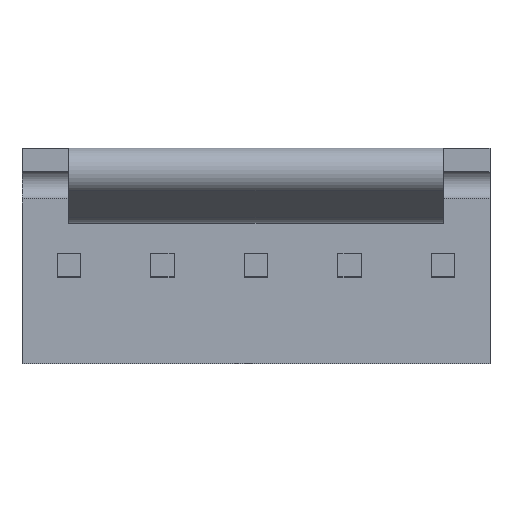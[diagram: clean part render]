
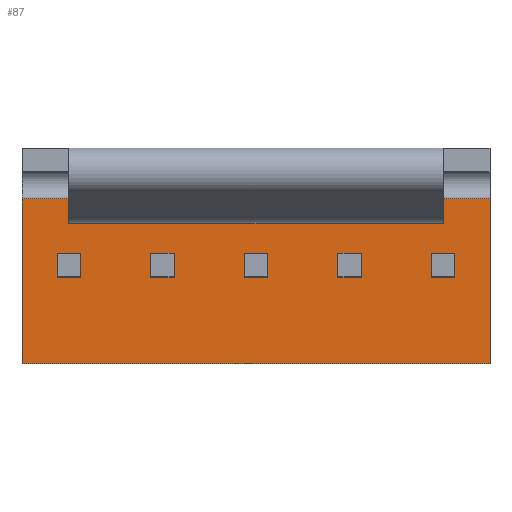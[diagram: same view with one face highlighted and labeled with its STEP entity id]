
A CAD part, top view. The second image highlights one B-rep face of the part: STEP entity #87.
In plain terms, the highlighted planar face has unit normal (0, 0, 1).
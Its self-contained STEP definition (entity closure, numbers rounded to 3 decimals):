
#87=ADVANCED_FACE('',(#178,#179,#180,#181,#182,#183),#184,.T.);
#178=FACE_OUTER_BOUND('',#334,.T.);
#179=FACE_BOUND('',#335,.T.);
#180=FACE_BOUND('',#336,.T.);
#181=FACE_BOUND('',#337,.T.);
#182=FACE_BOUND('',#338,.T.);
#183=FACE_BOUND('',#339,.T.);
#184=PLANE('',#340);
#334=EDGE_LOOP('',(#578,#579,#580,#581));
#335=EDGE_LOOP('',(#582,#583,#584,#585));
#336=EDGE_LOOP('',(#586,#587,#588,#589));
#337=EDGE_LOOP('',(#590,#591,#592,#593));
#338=EDGE_LOOP('',(#594,#595,#596,#597));
#339=EDGE_LOOP('',(#598,#599,#600,#601));
#340=AXIS2_PLACEMENT_3D('',#602,#603,#604);
#578=ORIENTED_EDGE('',*,*,#1109,.T.);
#579=ORIENTED_EDGE('',*,*,#1110,.F.);
#580=ORIENTED_EDGE('',*,*,#1111,.F.);
#581=ORIENTED_EDGE('',*,*,#1061,.T.);
#582=ORIENTED_EDGE('',*,*,#1112,.T.);
#583=ORIENTED_EDGE('',*,*,#1113,.F.);
#584=ORIENTED_EDGE('',*,*,#1114,.F.);
#585=ORIENTED_EDGE('',*,*,#1115,.T.);
#586=ORIENTED_EDGE('',*,*,#1116,.T.);
#587=ORIENTED_EDGE('',*,*,#1117,.F.);
#588=ORIENTED_EDGE('',*,*,#1118,.F.);
#589=ORIENTED_EDGE('',*,*,#1119,.T.);
#590=ORIENTED_EDGE('',*,*,#1120,.T.);
#591=ORIENTED_EDGE('',*,*,#1121,.F.);
#592=ORIENTED_EDGE('',*,*,#1122,.F.);
#593=ORIENTED_EDGE('',*,*,#1123,.T.);
#594=ORIENTED_EDGE('',*,*,#1124,.T.);
#595=ORIENTED_EDGE('',*,*,#1125,.F.);
#596=ORIENTED_EDGE('',*,*,#1126,.F.);
#597=ORIENTED_EDGE('',*,*,#1127,.T.);
#598=ORIENTED_EDGE('',*,*,#1128,.T.);
#599=ORIENTED_EDGE('',*,*,#1129,.F.);
#600=ORIENTED_EDGE('',*,*,#1130,.F.);
#601=ORIENTED_EDGE('',*,*,#1131,.T.);
#602=CARTESIAN_POINT('',(-6.35,1.359,0.0));
#603=DIRECTION('',(0.0,0.0,1.0));
#604=DIRECTION('',(1.0,0.0,0.0));
#1061=EDGE_CURVE('',#1260,#1258,#1261,.T.);
#1109=EDGE_CURVE('',#1258,#1344,#1346,.T.);
#1110=EDGE_CURVE('',#1347,#1344,#1348,.T.);
#1111=EDGE_CURVE('',#1260,#1347,#1349,.T.);
#1112=EDGE_CURVE('',#1350,#1351,#1352,.T.);
#1113=EDGE_CURVE('',#1353,#1351,#1354,.T.);
#1114=EDGE_CURVE('',#1355,#1353,#1356,.T.);
#1115=EDGE_CURVE('',#1355,#1350,#1357,.T.);
#1116=EDGE_CURVE('',#1358,#1359,#1360,.T.);
#1117=EDGE_CURVE('',#1361,#1359,#1362,.T.);
#1118=EDGE_CURVE('',#1363,#1361,#1364,.T.);
#1119=EDGE_CURVE('',#1363,#1358,#1365,.T.);
#1120=EDGE_CURVE('',#1366,#1367,#1368,.T.);
#1121=EDGE_CURVE('',#1369,#1367,#1370,.T.);
#1122=EDGE_CURVE('',#1371,#1369,#1372,.T.);
#1123=EDGE_CURVE('',#1371,#1366,#1373,.T.);
#1124=EDGE_CURVE('',#1374,#1375,#1376,.T.);
#1125=EDGE_CURVE('',#1377,#1375,#1378,.T.);
#1126=EDGE_CURVE('',#1379,#1377,#1380,.T.);
#1127=EDGE_CURVE('',#1379,#1374,#1381,.T.);
#1128=EDGE_CURVE('',#1382,#1383,#1384,.T.);
#1129=EDGE_CURVE('',#1385,#1383,#1386,.T.);
#1130=EDGE_CURVE('',#1387,#1385,#1388,.T.);
#1131=EDGE_CURVE('',#1387,#1382,#1389,.T.);
#1258=VERTEX_POINT('',#1571);
#1260=VERTEX_POINT('',#1574);
#1261=LINE('',#1575,#1576);
#1344=VERTEX_POINT('',#1702);
#1346=LINE('',#1705,#1706);
#1347=VERTEX_POINT('',#1707);
#1348=LINE('',#1708,#1709);
#1349=LINE('',#1710,#1711);
#1350=VERTEX_POINT('',#1712);
#1351=VERTEX_POINT('',#1713);
#1352=LINE('',#1714,#1715);
#1353=VERTEX_POINT('',#1716);
#1354=LINE('',#1717,#1718);
#1355=VERTEX_POINT('',#1719);
#1356=LINE('',#1720,#1721);
#1357=LINE('',#1722,#1723);
#1358=VERTEX_POINT('',#1724);
#1359=VERTEX_POINT('',#1725);
#1360=LINE('',#1726,#1727);
#1361=VERTEX_POINT('',#1728);
#1362=LINE('',#1729,#1730);
#1363=VERTEX_POINT('',#1731);
#1364=LINE('',#1732,#1733);
#1365=LINE('',#1734,#1735);
#1366=VERTEX_POINT('',#1736);
#1367=VERTEX_POINT('',#1737);
#1368=LINE('',#1738,#1739);
#1369=VERTEX_POINT('',#1740);
#1370=LINE('',#1741,#1742);
#1371=VERTEX_POINT('',#1743);
#1372=LINE('',#1744,#1745);
#1373=LINE('',#1746,#1747);
#1374=VERTEX_POINT('',#1748);
#1375=VERTEX_POINT('',#1749);
#1376=LINE('',#1750,#1751);
#1377=VERTEX_POINT('',#1752);
#1378=LINE('',#1753,#1754);
#1379=VERTEX_POINT('',#1755);
#1380=LINE('',#1756,#1757);
#1381=LINE('',#1758,#1759);
#1382=VERTEX_POINT('',#1760);
#1383=VERTEX_POINT('',#1761);
#1384=LINE('',#1762,#1763);
#1385=VERTEX_POINT('',#1764);
#1386=LINE('',#1765,#1766);
#1387=VERTEX_POINT('',#1767);
#1388=LINE('',#1768,#1769);
#1389=LINE('',#1770,#1771);
#1571=CARTESIAN_POINT('',(-6.35,-3.112,0.0));
#1574=CARTESIAN_POINT('',(-6.35,1.359,0.0));
#1575=CARTESIAN_POINT('',(-6.35,1.359,0.0));
#1576=VECTOR('',#2035,4.47);
#1702=CARTESIAN_POINT('',(6.35,-3.112,0.0));
#1705=CARTESIAN_POINT('',(-6.35,-3.112,0.0));
#1706=VECTOR('',#2089,12.7);
#1707=CARTESIAN_POINT('',(6.35,1.359,0.0));
#1708=CARTESIAN_POINT('',(6.35,1.359,0.0));
#1709=VECTOR('',#2090,4.47);
#1710=CARTESIAN_POINT('',(-6.35,1.359,0.0));
#1711=VECTOR('',#2091,12.7);
#1712=CARTESIAN_POINT('',(4.763,-0.127,0.0));
#1713=CARTESIAN_POINT('',(5.398,-0.127,0.0));
#1714=CARTESIAN_POINT('',(4.763,-0.127,0.0));
#1715=VECTOR('',#2092,0.635);
#1716=CARTESIAN_POINT('',(5.398,-0.762,0.0));
#1717=CARTESIAN_POINT('',(5.398,-0.762,0.0));
#1718=VECTOR('',#2093,0.635);
#1719=CARTESIAN_POINT('',(4.763,-0.762,0.0));
#1720=CARTESIAN_POINT('',(4.763,-0.762,0.0));
#1721=VECTOR('',#2094,0.635);
#1722=CARTESIAN_POINT('',(4.763,-0.762,0.0));
#1723=VECTOR('',#2095,0.635);
#1724=CARTESIAN_POINT('',(2.223,-0.127,0.0));
#1725=CARTESIAN_POINT('',(2.858,-0.127,0.0));
#1726=CARTESIAN_POINT('',(2.223,-0.127,0.0));
#1727=VECTOR('',#2096,0.635);
#1728=CARTESIAN_POINT('',(2.858,-0.762,0.0));
#1729=CARTESIAN_POINT('',(2.858,-0.762,0.0));
#1730=VECTOR('',#2097,0.635);
#1731=CARTESIAN_POINT('',(2.223,-0.762,0.0));
#1732=CARTESIAN_POINT('',(2.223,-0.762,0.0));
#1733=VECTOR('',#2098,0.635);
#1734=CARTESIAN_POINT('',(2.223,-0.762,0.0));
#1735=VECTOR('',#2099,0.635);
#1736=CARTESIAN_POINT('',(-0.318,-0.127,0.0));
#1737=CARTESIAN_POINT('',(0.318,-0.127,0.0));
#1738=CARTESIAN_POINT('',(-0.318,-0.127,0.0));
#1739=VECTOR('',#2100,0.635);
#1740=CARTESIAN_POINT('',(0.318,-0.762,0.0));
#1741=CARTESIAN_POINT('',(0.318,-0.762,0.0));
#1742=VECTOR('',#2101,0.635);
#1743=CARTESIAN_POINT('',(-0.318,-0.762,0.0));
#1744=CARTESIAN_POINT('',(-0.318,-0.762,0.0));
#1745=VECTOR('',#2102,0.635);
#1746=CARTESIAN_POINT('',(-0.318,-0.762,0.0));
#1747=VECTOR('',#2103,0.635);
#1748=CARTESIAN_POINT('',(-2.858,-0.127,0.0));
#1749=CARTESIAN_POINT('',(-2.223,-0.127,0.0));
#1750=CARTESIAN_POINT('',(-2.858,-0.127,0.0));
#1751=VECTOR('',#2104,0.635);
#1752=CARTESIAN_POINT('',(-2.223,-0.762,0.0));
#1753=CARTESIAN_POINT('',(-2.223,-0.762,0.0));
#1754=VECTOR('',#2105,0.635);
#1755=CARTESIAN_POINT('',(-2.858,-0.762,0.0));
#1756=CARTESIAN_POINT('',(-2.858,-0.762,0.0));
#1757=VECTOR('',#2106,0.635);
#1758=CARTESIAN_POINT('',(-2.858,-0.762,0.0));
#1759=VECTOR('',#2107,0.635);
#1760=CARTESIAN_POINT('',(-5.398,-0.127,0.0));
#1761=CARTESIAN_POINT('',(-4.763,-0.127,0.0));
#1762=CARTESIAN_POINT('',(-5.398,-0.127,0.0));
#1763=VECTOR('',#2108,0.635);
#1764=CARTESIAN_POINT('',(-4.763,-0.762,0.0));
#1765=CARTESIAN_POINT('',(-4.763,-0.762,0.0));
#1766=VECTOR('',#2109,0.635);
#1767=CARTESIAN_POINT('',(-5.398,-0.762,0.0));
#1768=CARTESIAN_POINT('',(-5.398,-0.762,0.0));
#1769=VECTOR('',#2110,0.635);
#1770=CARTESIAN_POINT('',(-5.398,-0.762,0.0));
#1771=VECTOR('',#2111,0.635);
#2035=DIRECTION('',(0.0,-1.0,0.0));
#2089=DIRECTION('',(1.0,0.0,0.0));
#2090=DIRECTION('',(0.0,-1.0,0.0));
#2091=DIRECTION('',(1.0,0.0,0.0));
#2092=DIRECTION('',(1.0,0.0,0.0));
#2093=DIRECTION('',(0.0,1.0,0.0));
#2094=DIRECTION('',(1.0,0.0,0.0));
#2095=DIRECTION('',(0.0,1.0,0.0));
#2096=DIRECTION('',(1.0,0.0,0.0));
#2097=DIRECTION('',(0.0,1.0,0.0));
#2098=DIRECTION('',(1.0,0.0,0.0));
#2099=DIRECTION('',(0.0,1.0,0.0));
#2100=DIRECTION('',(1.0,0.0,0.0));
#2101=DIRECTION('',(0.0,1.0,0.0));
#2102=DIRECTION('',(1.0,0.0,0.0));
#2103=DIRECTION('',(0.0,1.0,0.0));
#2104=DIRECTION('',(1.0,0.0,0.0));
#2105=DIRECTION('',(0.0,1.0,0.0));
#2106=DIRECTION('',(1.0,0.0,0.0));
#2107=DIRECTION('',(0.0,1.0,0.0));
#2108=DIRECTION('',(1.0,0.0,0.0));
#2109=DIRECTION('',(0.0,1.0,0.0));
#2110=DIRECTION('',(1.0,0.0,0.0));
#2111=DIRECTION('',(0.0,1.0,0.0));
